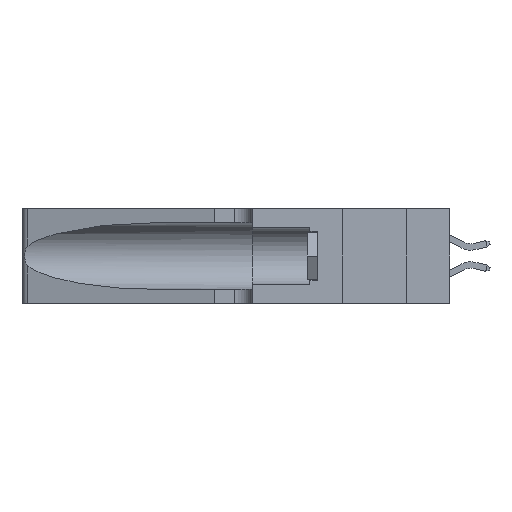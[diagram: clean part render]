
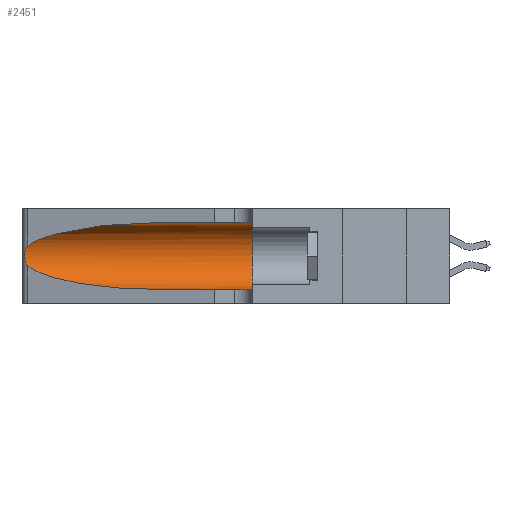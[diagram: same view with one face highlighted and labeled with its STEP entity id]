
A CAD part, left-side view. The second image highlights one B-rep face of the part: STEP entity #2451.
In plain terms, the highlighted cylindrical face has radius 3.308 mm (diameter 6.617 mm), a partial arc.
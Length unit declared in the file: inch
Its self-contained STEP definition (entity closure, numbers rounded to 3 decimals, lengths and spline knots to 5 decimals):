
#12 = CARTESIAN_POINT ( 'NONE',  ( 0.1305, 1.61858, 0.185 ) ) ;
#173 = CARTESIAN_POINT ( 'NONE',  ( 0.26075, 1.23896, 0.178 ) ) ;
#1275 = CARTESIAN_POINT ( 'NONE',  ( 0.25487, 1.22718, 0.22369 ) ) ;
#1695 =( BOUNDED_CURVE ( )  B_SPLINE_CURVE ( 3, ( #9244, #7312, #13060, #1275 ),
 .UNSPECIFIED., .F., .F. ) 
 B_SPLINE_CURVE_WITH_KNOTS ( ( 4, 4 ),
 ( 1.5708, 2.84003 ),
 .UNSPECIFIED. ) 
 CURVE ( )  GEOMETRIC_REPRESENTATION_ITEM ( )  RATIONAL_B_SPLINE_CURVE ( ( 1., 0.87, 0.87, 1. ) ) 
 REPRESENTATION_ITEM ( '' )  );
#1721 =( BOUNDED_CURVE ( )  B_SPLINE_CURVE ( 3, ( #19026, #22650, #3621, #7670 ),
 .UNSPECIFIED., .F., .F. ) 
 B_SPLINE_CURVE_WITH_KNOTS ( ( 4, 4 ),
 ( 3.44316, 4.71239 ),
 .UNSPECIFIED. ) 
 CURVE ( )  GEOMETRIC_REPRESENTATION_ITEM ( )  RATIONAL_B_SPLINE_CURVE ( ( 1., 0.87, 0.87, 1. ) ) 
 REPRESENTATION_ITEM ( '' )  );
#2282 = CARTESIAN_POINT ( 'NONE',  ( 0.25856, 1.23593, 0.16098 ) ) ;
#2451 = ADVANCED_FACE ( 'NONE', ( #10089 ), #24597, .F. ) ;
#2549 = VERTEX_POINT ( 'NONE', #15493 ) ;
#3006 = CARTESIAN_POINT ( 'NONE',  ( 0.1305, 0.72297, 0.05475 ) ) ;
#3269 = DIRECTION ( 'NONE',  ( 0., -1., 0. ) ) ;
#3621 = CARTESIAN_POINT ( 'NONE',  ( 0.18966, 0.96281, 0.05475 ) ) ;
#3637 = VERTEX_POINT ( 'NONE', #14883 ) ;
#4174 = B_SPLINE_CURVE_WITH_KNOTS ( 'NONE', 3,
 ( #15797, #21420, #8269, #21498, #10154, #23402, #12056, #173, #13968, #2282, #15890, #4343, #17812, #6367 ),
 .UNSPECIFIED., .F., .F.,
 ( 4, 2, 2, 2, 2, 2, 4 ),
 ( 0., 0.00027, 0.00053, 0.00107, 0.0016, 0.00187, 0.00214 ),
 .UNSPECIFIED. ) ;
#4343 = CARTESIAN_POINT ( 'NONE',  ( 0.25639, 1.23186, 0.15144 ) ) ;
#4700 = DIRECTION ( 'NONE',  ( 0., 1., 0. ) ) ;
#5905 = CARTESIAN_POINT ( 'NONE',  ( 0.25487, 1.22718, 0.14631 ) ) ;
#6367 = CARTESIAN_POINT ( 'NONE',  ( 0.25487, 1.22718, 0.14631 ) ) ;
#6535 = EDGE_CURVE ( 'NONE', #9176, #19533, #1721, .T. ) ;
#7098 = ORIENTED_EDGE ( 'NONE', *, *, #8473, .F. ) ;
#7312 = CARTESIAN_POINT ( 'NONE',  ( 0.18966, 0.96281, 0.31525 ) ) ;
#7448 = VECTOR ( 'NONE', #3269, 39.37008 ) ;
#7651 = VECTOR ( 'NONE', #17213, 39.37008 ) ;
#7670 = CARTESIAN_POINT ( 'NONE',  ( 0.1305, 0.72297, 0.05475 ) ) ;
#7905 = VERTEX_POINT ( 'NONE', #20857 ) ;
#8269 = CARTESIAN_POINT ( 'NONE',  ( 0.25639, 1.23184, 0.21858 ) ) ;
#8473 = EDGE_CURVE ( 'NONE', #8743, #7905, #12491, .T. ) ;
#8477 = EDGE_CURVE ( 'NONE', #8743, #2549, #1695, .T. ) ;
#8743 = VERTEX_POINT ( 'NONE', #12230 ) ;
#8794 = EDGE_CURVE ( 'NONE', #7905, #3637, #10997, .T. ) ;
#9053 = EDGE_LOOP ( 'NONE', ( #19211, #22934, #19951, #10348, #18922, #7098 ) ) ;
#9176 = VERTEX_POINT ( 'NONE', #5905 ) ;
#9244 = CARTESIAN_POINT ( 'NONE',  ( 0.1305, 0.72297, 0.31525 ) ) ;
#10089 = FACE_OUTER_BOUND ( 'NONE', #9053, .T. ) ;
#10154 = CARTESIAN_POINT ( 'NONE',  ( 0.25854, 1.2359, 0.20912 ) ) ;
#10348 = ORIENTED_EDGE ( 'NONE', *, *, #19710, .T. ) ;
#10997 = CIRCLE ( 'NONE', #20524, 0.13025 ) ;
#12056 = CARTESIAN_POINT ( 'NONE',  ( 0.26075, 1.23896, 0.19203 ) ) ;
#12230 = CARTESIAN_POINT ( 'NONE',  ( 0.1305, 0.72297, 0.31525 ) ) ;
#12491 = LINE ( 'NONE', #18701, #7448 ) ;
#12679 = LINE ( 'NONE', #13386, #7651 ) ;
#12915 = DIRECTION ( 'NONE',  ( 0., 0., -1. ) ) ;
#13060 = CARTESIAN_POINT ( 'NONE',  ( 0.2373, 1.15595, 0.28018 ) ) ;
#13386 = CARTESIAN_POINT ( 'NONE',  ( 0.1305, 1.61858, 0.05475 ) ) ;
#13968 = CARTESIAN_POINT ( 'NONE',  ( 0.26017, 1.23833, 0.17102 ) ) ;
#14269 = DIRECTION ( 'NONE',  ( 0., -1., 0. ) ) ;
#14883 = CARTESIAN_POINT ( 'NONE',  ( 0.1305, 0.35, 0.05475 ) ) ;
#15493 = CARTESIAN_POINT ( 'NONE',  ( 0.25487, 1.22718, 0.22369 ) ) ;
#15797 = CARTESIAN_POINT ( 'NONE',  ( 0.25487, 1.22718, 0.22369 ) ) ;
#15890 = CARTESIAN_POINT ( 'NONE',  ( 0.25789, 1.23486, 0.15765 ) ) ;
#16213 = CARTESIAN_POINT ( 'NONE',  ( 0.1305, 0.35, 0.185 ) ) ;
#17213 = DIRECTION ( 'NONE',  ( 0., -1., 0. ) ) ;
#17812 = CARTESIAN_POINT ( 'NONE',  ( 0.25555, 1.22993, 0.14849 ) ) ;
#18145 = DIRECTION ( 'NONE',  ( 0., 0., 1. ) ) ;
#18701 = CARTESIAN_POINT ( 'NONE',  ( 0.1305, 1.61858, 0.31525 ) ) ;
#18922 = ORIENTED_EDGE ( 'NONE', *, *, #8794, .F. ) ;
#19026 = CARTESIAN_POINT ( 'NONE',  ( 0.25487, 1.22718, 0.14631 ) ) ;
#19211 = ORIENTED_EDGE ( 'NONE', *, *, #8477, .T. ) ;
#19533 = VERTEX_POINT ( 'NONE', #3006 ) ;
#19710 = EDGE_CURVE ( 'NONE', #19533, #3637, #12679, .T. ) ;
#19796 = AXIS2_PLACEMENT_3D ( 'NONE', #12, #14269, #12915 ) ;
#19951 = ORIENTED_EDGE ( 'NONE', *, *, #6535, .T. ) ;
#20524 = AXIS2_PLACEMENT_3D ( 'NONE', #16213, #4700, #18145 ) ;
#20857 = CARTESIAN_POINT ( 'NONE',  ( 0.1305, 0.35, 0.31525 ) ) ;
#21420 = CARTESIAN_POINT ( 'NONE',  ( 0.25555, 1.22994, 0.2215 ) ) ;
#21498 = CARTESIAN_POINT ( 'NONE',  ( 0.25787, 1.23484, 0.2124 ) ) ;
#22058 = EDGE_CURVE ( 'NONE', #2549, #9176, #4174, .T. ) ;
#22650 = CARTESIAN_POINT ( 'NONE',  ( 0.2373, 1.15595, 0.08982 ) ) ;
#22934 = ORIENTED_EDGE ( 'NONE', *, *, #22058, .T. ) ;
#23402 = CARTESIAN_POINT ( 'NONE',  ( 0.26018, 1.23835, 0.19895 ) ) ;
#24597 = CYLINDRICAL_SURFACE ( 'NONE', #19796, 0.13025 ) ;
